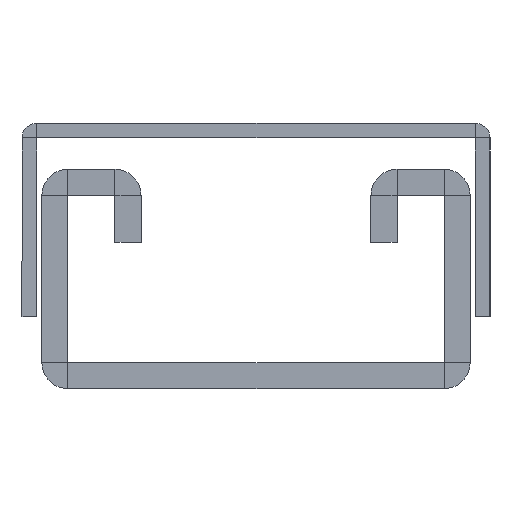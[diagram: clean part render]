
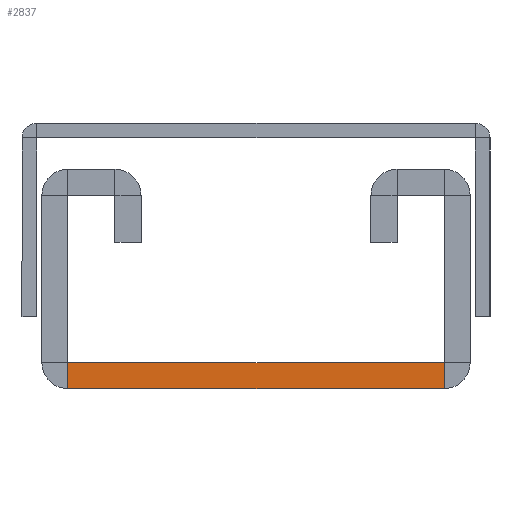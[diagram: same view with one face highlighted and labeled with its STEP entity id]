
A CAD part, left-side view. The second image highlights one B-rep face of the part: STEP entity #2837.
In plain terms, the highlighted planar face has unit normal (-1, 0, 0).
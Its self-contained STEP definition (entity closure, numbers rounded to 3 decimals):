
#27 = PLANE ( 'NONE',  #1883 ) ;
#112 = LINE ( 'NONE', #337, #139 ) ;
#139 = VECTOR ( 'NONE', #2847, 1000. ) ;
#194 = VERTEX_POINT ( 'NONE', #381 ) ;
#337 = CARTESIAN_POINT ( 'NONE',  ( 0., 0., 2.5 ) ) ;
#367 = ORIENTED_EDGE ( 'NONE', *, *, #1680, .T. ) ;
#381 = CARTESIAN_POINT ( 'NONE',  ( 0., 18., 0. ) ) ;
#505 = CARTESIAN_POINT ( 'NONE',  ( 0., 18., 2.5 ) ) ;
#569 = LINE ( 'NONE', #1859, #1294 ) ;
#577 = VERTEX_POINT ( 'NONE', #2461 ) ;
#760 = DIRECTION ( 'NONE',  ( 0., 0., -1. ) ) ;
#784 = EDGE_CURVE ( 'NONE', #577, #194, #2776, .T. ) ;
#801 = VECTOR ( 'NONE', #819, 1000. ) ;
#819 = DIRECTION ( 'NONE',  ( 0., 1., 0. ) ) ;
#1055 = CARTESIAN_POINT ( 'NONE',  ( 0., 0., 0. ) ) ;
#1123 = ORIENTED_EDGE ( 'NONE', *, *, #3156, .F. ) ;
#1130 = VERTEX_POINT ( 'NONE', #2857 ) ;
#1192 = LINE ( 'NONE', #505, #1696 ) ;
#1224 = CARTESIAN_POINT ( 'NONE',  ( 0., 13.5, 18.5 ) ) ;
#1294 = VECTOR ( 'NONE', #2594, 1000. ) ;
#1445 = ORIENTED_EDGE ( 'NONE', *, *, #784, .F. ) ;
#1680 = EDGE_CURVE ( 'NONE', #1130, #194, #1192, .T. ) ;
#1696 = VECTOR ( 'NONE', #760, 1000. ) ;
#1771 = FACE_OUTER_BOUND ( 'NONE', #2074, .T. ) ;
#1859 = CARTESIAN_POINT ( 'NONE',  ( 0., -18., 2.5 ) ) ;
#1883 = AXIS2_PLACEMENT_3D ( 'NONE', #1224, #2231, #2506 ) ;
#2074 = EDGE_LOOP ( 'NONE', ( #3243, #367, #1445, #1123 ) ) ;
#2231 = DIRECTION ( 'NONE',  ( -1., 0., 0. ) ) ;
#2461 = CARTESIAN_POINT ( 'NONE',  ( 0., -18., 0. ) ) ;
#2506 = DIRECTION ( 'NONE',  ( 0., -1., 0. ) ) ;
#2551 = VERTEX_POINT ( 'NONE', #2931 ) ;
#2594 = DIRECTION ( 'NONE',  ( 0., 0., -1. ) ) ;
#2776 = LINE ( 'NONE', #1055, #801 ) ;
#2837 = ADVANCED_FACE ( 'NONE', ( #1771 ), #27, .T. ) ;
#2847 = DIRECTION ( 'NONE',  ( 0., 1., 0. ) ) ;
#2857 = CARTESIAN_POINT ( 'NONE',  ( 0., 18., 2.5 ) ) ;
#2903 = EDGE_CURVE ( 'NONE', #2551, #1130, #112, .T. ) ;
#2931 = CARTESIAN_POINT ( 'NONE',  ( 0., -18., 2.5 ) ) ;
#3156 = EDGE_CURVE ( 'NONE', #2551, #577, #569, .T. ) ;
#3243 = ORIENTED_EDGE ( 'NONE', *, *, #2903, .T. ) ;
